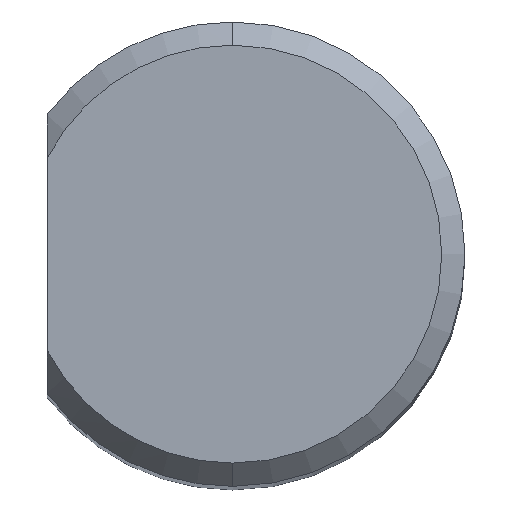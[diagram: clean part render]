
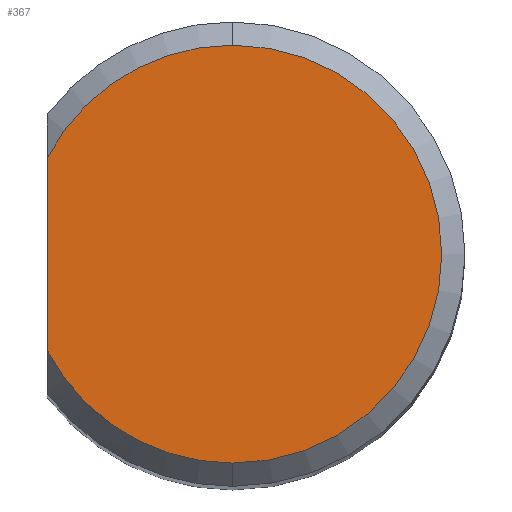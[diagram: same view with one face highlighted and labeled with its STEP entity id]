
A CAD part, top view. The second image highlights one B-rep face of the part: STEP entity #367.
In plain terms, the highlighted planar face has unit normal (0, 0, 1).
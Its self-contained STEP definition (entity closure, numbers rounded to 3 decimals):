
#159=VERTEX_POINT('NONE',#430);
#173=EDGE_CURVE('NONE',#313,#269,#445,.T.);
#227=EDGE_CURVE('NONE',#159,#251,#502,.T.);
#251=VERTEX_POINT('NONE',#529);
#269=VERTEX_POINT('NONE',#549);
#279=EDGE_CURVE('NONE',#269,#159,#560,.T.);
#313=VERTEX_POINT('NONE',#599);
#343=EDGE_CURVE('NONE',#251,#313,#631,.T.);
#367=ADVANCED_FACE('NONE',(#659),#660,.F.);
#430=CARTESIAN_POINT('',(-1.6,0.825,0.0));
#445=CIRCLE('',#744,1.8);
#502=LINE('',#845,#846);
#529=CARTESIAN_POINT('',(-1.6,-0.825,0.0));
#549=CARTESIAN_POINT('',(0.0,1.8,0.0));
#560=CIRCLE('',#949,1.8);
#599=CARTESIAN_POINT('',(0.,-1.8,0.0));
#631=CIRCLE('',#1084,1.8);
#659=FACE_OUTER_BOUND('',#1127,.T.);
#660=PLANE('',#1128);
#744=AXIS2_PLACEMENT_3D('',#1243,#1244,#1245);
#845=CARTESIAN_POINT('',(-1.6,0.0,0.0));
#846=VECTOR('',#1293,1000.0);
#949=AXIS2_PLACEMENT_3D('',#1355,#1356,#1357);
#1084=AXIS2_PLACEMENT_3D('',#1435,#1436,#1437);
#1127=EDGE_LOOP('',(#1485,#1486,#1487,#1488));
#1128=AXIS2_PLACEMENT_3D('',#1489,#1490,#1491);
#1243=CARTESIAN_POINT('',(0.0,0.0,0.0));
#1244=DIRECTION('',(-0.0,0.0,1.0));
#1245=DIRECTION('',(0.0,1.0,0.0));
#1293=DIRECTION('',(0.0,-1.0,0.0));
#1355=CARTESIAN_POINT('',(0.0,0.0,0.0));
#1356=DIRECTION('',(-0.0,0.0,1.0));
#1357=DIRECTION('',(0.0,1.0,0.0));
#1435=CARTESIAN_POINT('',(0.0,0.0,0.0));
#1436=DIRECTION('',(0.0,-0.0,1.0));
#1437=DIRECTION('',(0.,1.0,0.0));
#1485=ORIENTED_EDGE('',*,*,#343,.T.);
#1486=ORIENTED_EDGE('',*,*,#173,.T.);
#1487=ORIENTED_EDGE('',*,*,#279,.T.);
#1488=ORIENTED_EDGE('',*,*,#227,.T.);
#1489=CARTESIAN_POINT('',(0.0,0.0,0.0));
#1490=DIRECTION('',(0.0,0.0,-1.0));
#1491=DIRECTION('',(1.0,0.0,0.0));
